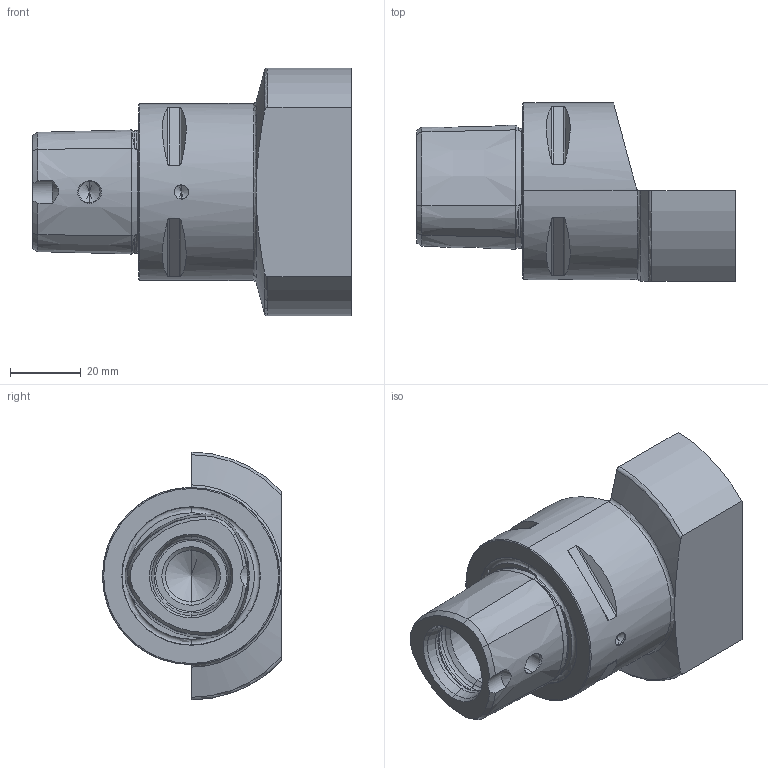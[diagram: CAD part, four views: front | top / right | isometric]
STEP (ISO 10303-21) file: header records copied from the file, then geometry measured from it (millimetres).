
FILE_DESCRIPTION (( 'STEP AP214' ), '1' );
FILE_NAME ('PS5-LDM.070.060_A.STEP', '2019-01-10T08:27:19', ( 'SWIAdmin' ), ( 'Hewlett-Packard Company' ), 'SwSTEP 2.0', 'SolidWorks 2017', '' );
FILE_SCHEMA (( 'AUTOMOTIVE_DESIGN' ));
Length unit declared in the file: millimetre
Products named in the file (1): PS5-LDM.070.060_A
Bounding box: 90 x 50.5 x 70 mm (x, y, z)
Volume: 116683.7 mm3; surface area: 20891.4 mm2
Topology: 1 solids, 1 shells, 128 faces, 300 edges, 177 vertices
Faces by surface type: cone 45, torus 33, cylinder 28, plane 22
Entity records: 4181 total; most frequent: CARTESIAN_POINT 1284, DIRECTION 610, ORIENTED_EDGE 588, EDGE_CURVE 294, AXIS2_PLACEMENT_3D 261, VERTEX_POINT 177, EDGE_LOOP 139, CIRCLE 132
